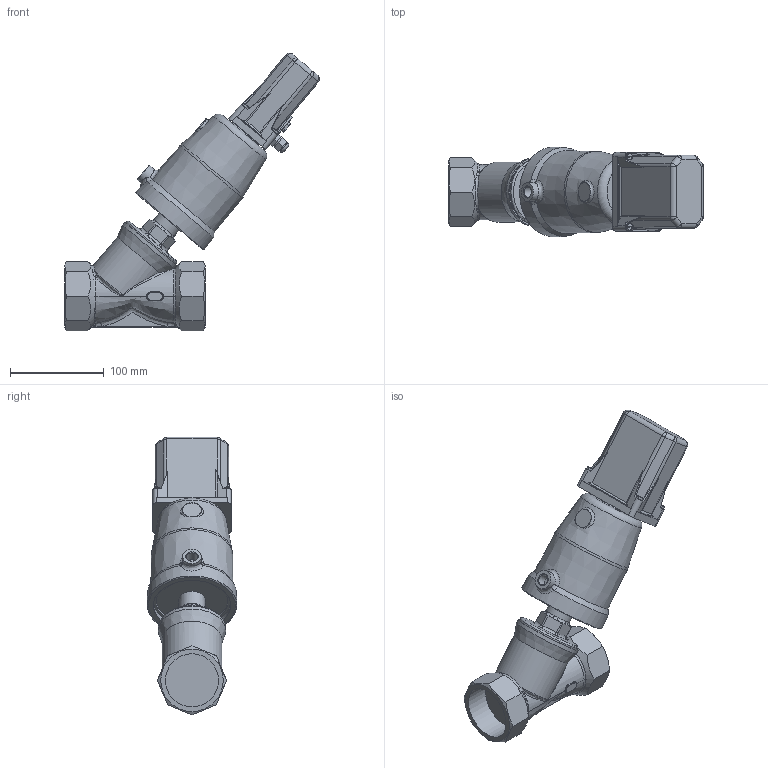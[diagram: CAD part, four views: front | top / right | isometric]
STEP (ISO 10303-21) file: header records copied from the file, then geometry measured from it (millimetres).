
FILE_DESCRIPTION( ( 'Unknown' ), '1' );
FILE_NAME( '7010-050V1020212--H2M---J.stp', 'Unknown', ( 'Unknown' ), ( 'Unknown' ), 'PSStep 17.0.49', 'Unknown', ' ' );
FILE_SCHEMA( ( 'AUTOMOTIVE_DESIGN { 1 0 10303 214 1 1 1 1 }' ) );
Length unit declared in the file: millimetre
Products named in the file (5): Assem1; DN50 Gewinde; Kopfstück DN50; Kolbenantrieb D80-NC-AufZu; El Stellungsanzeige mit Verschraubungen
Assembly tree (4 placements, depth 2):
  Assem1
    DN50 Gewinde
    Kopfstück DN50
    Kolbenantrieb D80-NC-AufZu
    El Stellungsanzeige mit Verschraubungen
Bounding box: 271.97 x 95.86 x 296.16 mm (x, y, z)
Volume: 1521790.5 mm3; surface area: 149360.7 mm2
Topology: 4 solids, 4 shells, 395 faces, 973 edges, 608 vertices
Faces by surface type: plane 182, cylinder 91, bspline 69, torus 24, cone 20, sphere 8, extrusion 1
Full cylindrical faces by diameter (mm): 2.5 x2, 5 x1, 6 x3, 7 x4, 11.45 x1, 12.5 x4, 20 x1, 28 x1, 32 x1, 40 x1, 56.66 x2, 69 x1, 69.2 x1, 72 x1, 82.1 x1
Entity records: 35356 total; most frequent: CARTESIAN_POINT 23685, ORIENTED_EDGE 1804, DIRECTION 1556, EDGE_CURVE 902, VERTEX_POINT 586, AXIS2_PLACEMENT_3D 576, EDGE_LOOP 466, FACE_OUTER_BOUND 426
